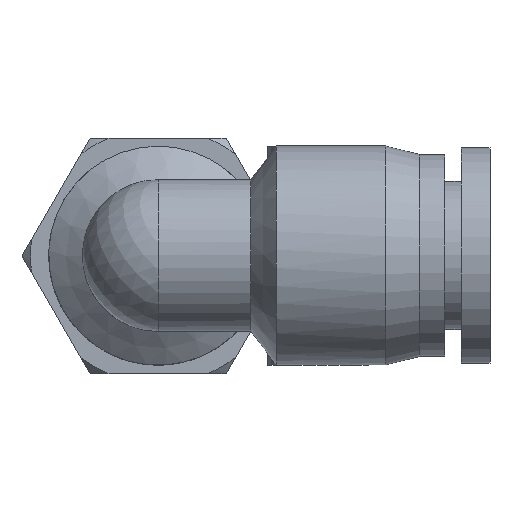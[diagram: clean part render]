
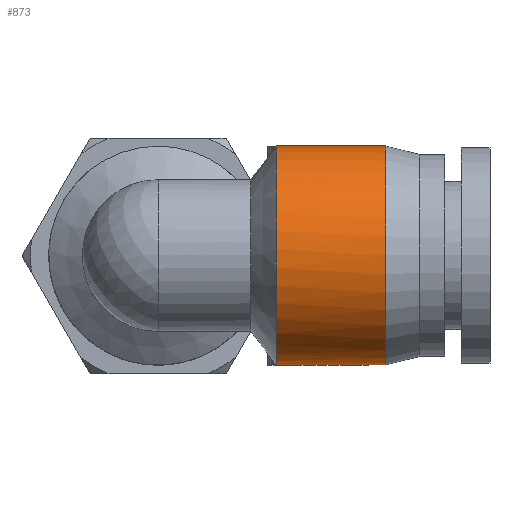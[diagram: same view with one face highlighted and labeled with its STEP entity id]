
A CAD part, top view. The second image highlights one B-rep face of the part: STEP entity #873.
In plain terms, the highlighted cylindrical face has radius 6.5 mm (diameter 13 mm), a full revolution.
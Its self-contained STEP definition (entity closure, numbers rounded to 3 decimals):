
#100=LINE('',#1356,#148);
#108=LINE('',#1381,#156);
#112=LINE('',#1404,#160);
#148=VECTOR('',#1052,1.);
#156=VECTOR('',#1080,1.);
#160=VECTOR('',#1096,6.5);
#192=CYLINDRICAL_SURFACE('',#943,6.5);
#213=FACE_OUTER_BOUND('',#268,.T.);
#268=EDGE_LOOP('',(#639,#640,#641,#642,#643,#644,#645,#646,#647,#648));
#330=CIRCLE('',#930,6.5);
#333=CIRCLE('',#936,6.5);
#338=CIRCLE('',#944,6.5);
#339=CIRCLE('',#945,6.5);
#340=CIRCLE('',#946,6.5);
#341=CIRCLE('',#947,6.5);
#389=VERTEX_POINT('',#1351);
#390=VERTEX_POINT('',#1355);
#391=VERTEX_POINT('',#1359);
#393=VERTEX_POINT('',#1362);
#397=VERTEX_POINT('',#1380);
#403=VERTEX_POINT('',#1401);
#404=VERTEX_POINT('',#1403);
#405=VERTEX_POINT('',#1405);
#476=EDGE_CURVE('',#390,#389,#100,.T.);
#479=EDGE_CURVE('',#393,#391,#330,.T.);
#487=EDGE_CURVE('',#391,#390,#333,.T.);
#489=EDGE_CURVE('',#397,#393,#108,.T.);
#498=EDGE_CURVE('',#403,#389,#338,.T.);
#499=EDGE_CURVE('',#403,#404,#112,.T.);
#500=EDGE_CURVE('',#405,#404,#339,.T.);
#501=EDGE_CURVE('',#404,#405,#340,.T.);
#502=EDGE_CURVE('',#397,#403,#341,.T.);
#639=ORIENTED_EDGE('',*,*,#489,.T.);
#640=ORIENTED_EDGE('',*,*,#479,.T.);
#641=ORIENTED_EDGE('',*,*,#487,.T.);
#642=ORIENTED_EDGE('',*,*,#476,.T.);
#643=ORIENTED_EDGE('',*,*,#498,.F.);
#644=ORIENTED_EDGE('',*,*,#499,.T.);
#645=ORIENTED_EDGE('',*,*,#500,.F.);
#646=ORIENTED_EDGE('',*,*,#501,.F.);
#647=ORIENTED_EDGE('',*,*,#499,.F.);
#648=ORIENTED_EDGE('',*,*,#502,.F.);
#873=ADVANCED_FACE('',(#213),#192,.T.);
#930=AXIS2_PLACEMENT_3D('',#1363,#1057,#1058);
#936=AXIS2_PLACEMENT_3D('',#1377,#1074,#1075);
#943=AXIS2_PLACEMENT_3D('',#1400,#1092,#1093);
#944=AXIS2_PLACEMENT_3D('',#1402,#1094,#1095);
#945=AXIS2_PLACEMENT_3D('',#1406,#1097,#1098);
#946=AXIS2_PLACEMENT_3D('',#1407,#1099,#1100);
#947=AXIS2_PLACEMENT_3D('',#1408,#1101,#1102);
#1052=DIRECTION('',(-1.,0.,0.));
#1057=DIRECTION('center_axis',(1.,0.,0.));
#1058=DIRECTION('ref_axis',(0.,-1.,0.));
#1074=DIRECTION('center_axis',(1.,0.,0.));
#1075=DIRECTION('ref_axis',(0.,-1.,0.));
#1080=DIRECTION('',(1.,0.,0.));
#1092=DIRECTION('center_axis',(-1.,0.,0.));
#1093=DIRECTION('ref_axis',(0.,-1.,0.));
#1094=DIRECTION('center_axis',(-1.,0.,0.));
#1095=DIRECTION('ref_axis',(0.,1.,0.));
#1096=DIRECTION('',(1.,0.,0.));
#1097=DIRECTION('center_axis',(1.,0.,0.));
#1098=DIRECTION('ref_axis',(0.,0.,1.));
#1099=DIRECTION('center_axis',(1.,0.,0.));
#1100=DIRECTION('ref_axis',(0.,0.,1.));
#1101=DIRECTION('center_axis',(-1.,0.,0.));
#1102=DIRECTION('ref_axis',(0.,1.,0.));
#1351=CARTESIAN_POINT('',(7.,1.,23.077));
#1355=CARTESIAN_POINT('',(9.5,1.,23.077));
#1356=CARTESIAN_POINT('',(13.5,1.,23.077));
#1359=CARTESIAN_POINT('',(9.5,0.,23.));
#1362=CARTESIAN_POINT('',(9.5,-1.,23.077));
#1363=CARTESIAN_POINT('Origin',(9.5,0.,29.5));
#1377=CARTESIAN_POINT('Origin',(9.5,0.,29.5));
#1380=CARTESIAN_POINT('',(7.,-1.,23.077));
#1381=CARTESIAN_POINT('',(13.5,-1.,23.077));
#1400=CARTESIAN_POINT('Origin',(13.5,0.,29.5));
#1401=CARTESIAN_POINT('',(7.,6.5,29.5));
#1402=CARTESIAN_POINT('Origin',(7.,0.,29.5));
#1403=CARTESIAN_POINT('',(13.5,6.5,29.5));
#1404=CARTESIAN_POINT('',(13.5,6.5,29.5));
#1405=CARTESIAN_POINT('',(13.5,0.,23.));
#1406=CARTESIAN_POINT('Origin',(13.5,0.,29.5));
#1407=CARTESIAN_POINT('Origin',(13.5,0.,29.5));
#1408=CARTESIAN_POINT('Origin',(7.,0.,29.5));
